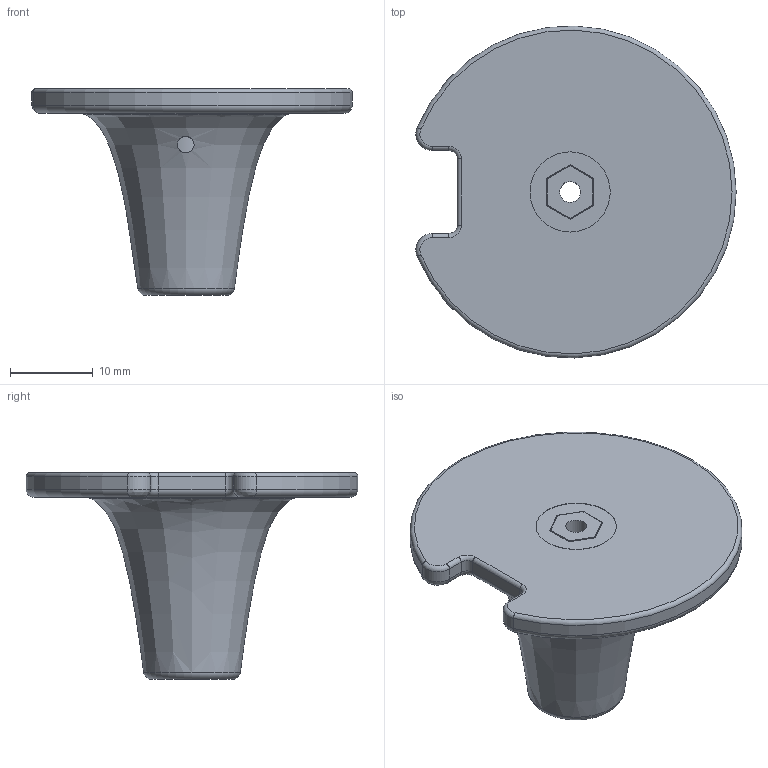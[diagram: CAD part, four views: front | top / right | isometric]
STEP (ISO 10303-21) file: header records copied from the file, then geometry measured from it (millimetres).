
FILE_DESCRIPTION(/* description */ (''),/* implementation_level */ '2;1');
FILE_NAME(/* name */ 'HERE GPS mount v7.step',/* time_stamp */ '2020-08-24T01:59:12-07:00',/* author */ (''),/* organization */ (''),/* preprocessor_version */ 'ST-DEVELOPER v18.1',/* originating_system */ 'Autodesk Translation Framework v9.3.0.1241',/* authorisation */ '');
FILE_SCHEMA (('AUTOMOTIVE_DESIGN { 1 0 10303 214 3 1 1 }'));
Length unit declared in the file: millimetre
Products named in the file (4): HERE GPS mount; HERE GPS mount_1; M3x20 standoff; Component4
Assembly tree (3 placements, depth 3):
  HERE GPS mount
    HERE GPS mount_1
    M3x20 standoff
      Component4
Bounding box: 38.62 x 40.03 x 24.95 mm (x, y, z)
Volume: 7622.5 mm3; surface area: 4548.8 mm2
Topology: 2 solids, 2 shells, 54 faces, 124 edges, 78 vertices
Faces by surface type: plane 22, cylinder 18, torus 9, bspline 5
Full cylindrical faces by diameter (mm): 2 x2, 2.529 x1, 3.5 x1, 9.67 x1
Entity records: 2233 total; most frequent: CARTESIAN_POINT 899, DIRECTION 270, ORIENTED_EDGE 248, EDGE_CURVE 124, AXIS2_PLACEMENT_3D 104, VERTEX_POINT 78, EDGE_LOOP 62, LINE 62
